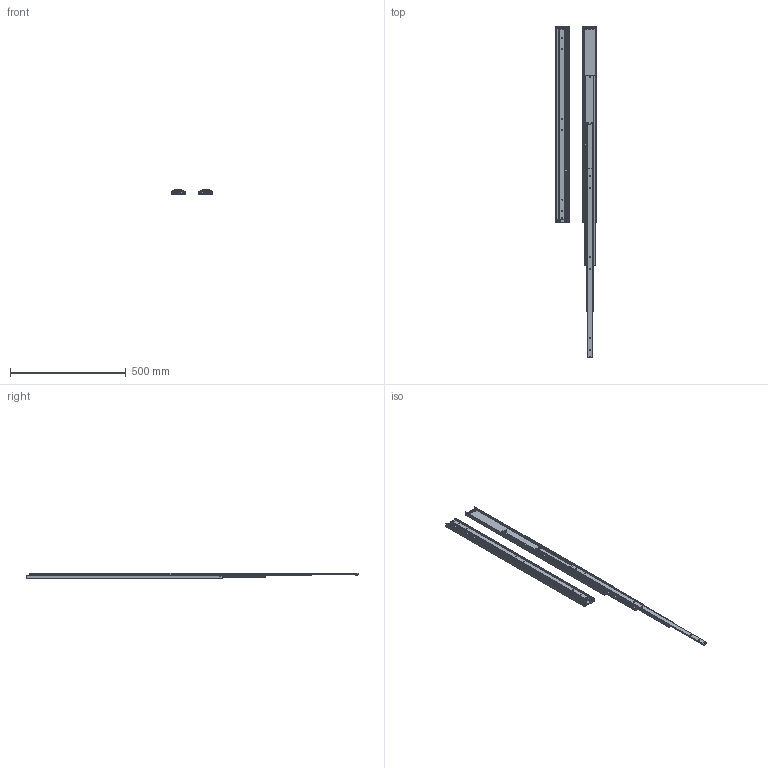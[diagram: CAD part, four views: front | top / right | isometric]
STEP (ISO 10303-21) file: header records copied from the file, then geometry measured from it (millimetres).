
FILE_DESCRIPTION((''),'2;1');
FILE_NAME('XTSR-60-850.stp','2023-07-29T11:54:40',(''),(''),'Mechanical Desktop 2006','Mechanical Desktop 2006',', , ');
FILE_SCHEMA(('CONFIG_CONTROL_DESIGN'));
Length unit declared in the file: millimetre
Products named in the file (5): XTSR-60-B; MAIN PROFILE; INTERMED-1; INTERMED-2; OUTER BEAM
Assembly tree (8 placements, depth 2):
  XTSR-60-B
    MAIN PROFILE  x2
    INTERMED-1  x2
    INTERMED-2  x2
    OUTER BEAM  x2
Bounding box: 180 x 1435 x 25 mm (x, y, z)
Volume: 1523415.8 mm3; surface area: 758779 mm2
Topology: 8 solids, 26 shells, 636 faces, 1810 edges, 1162 vertices
Faces by surface type: cylinder 224, plane 160, cone 128, torus 116, bspline 8
Entity records: 11768 total; most frequent: CARTESIAN_POINT 3134, DIRECTION 1843, ORIENTED_EDGE 1796, EDGE_CURVE 898, AXIS2_PLACEMENT_3D 746, VERTEX_POINT 581, CIRCLE 423, EDGE_LOOP 360
